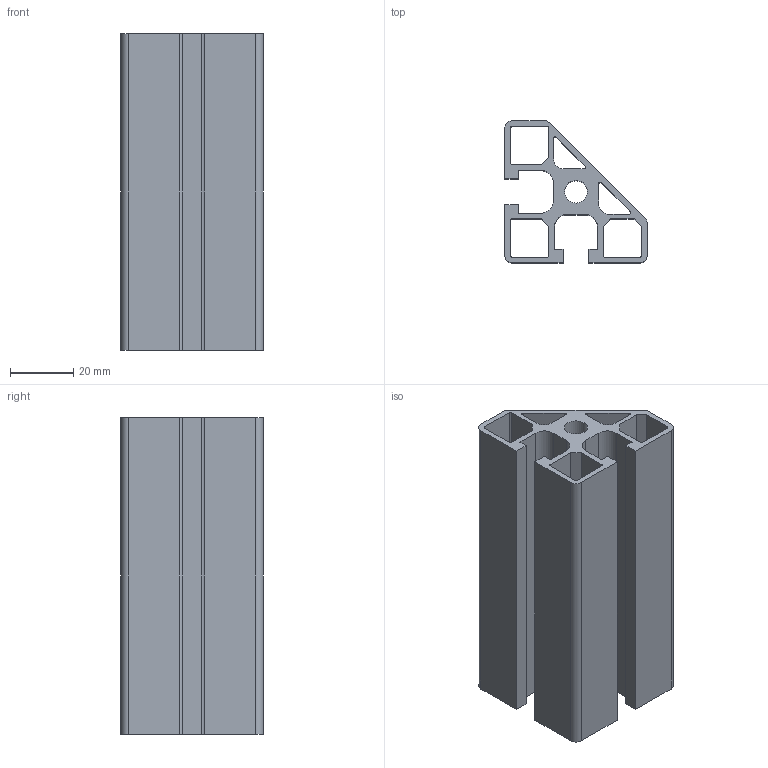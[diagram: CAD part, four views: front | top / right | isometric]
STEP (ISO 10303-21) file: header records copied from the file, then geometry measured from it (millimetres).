
FILE_DESCRIPTION((''),'2;1');
FILE_NAME('K_104503L_100.stp','2013-02-18T10:51:02',('VeronikaF'),(''),'Autodesk Inventor 2011','Autodesk Inventor 2011','');
FILE_SCHEMA(('AUTOMOTIVE_DESIGN { 1 0 10303 214 1 1 1 1 }'));
Length unit declared in the file: millimetre
Products named in the file (1): 104503L
Bounding box: 45 x 45 x 100 mm (x, y, z)
Volume: 58527.5 mm3; surface area: 47329.2 mm2
Topology: 1 solids, 1 shells, 69 faces, 201 edges, 134 vertices
Faces by surface type: plane 45, cylinder 24
Full cylindrical faces by diameter (mm): 7.2 x1
Entity records: 2328 total; most frequent: CARTESIAN_POINT 404, ORIENTED_EDGE 400, DIRECTION 388, EDGE_CURVE 200, VECTOR 152, LINE 152, VERTEX_POINT 134, AXIS2_PLACEMENT_3D 118
